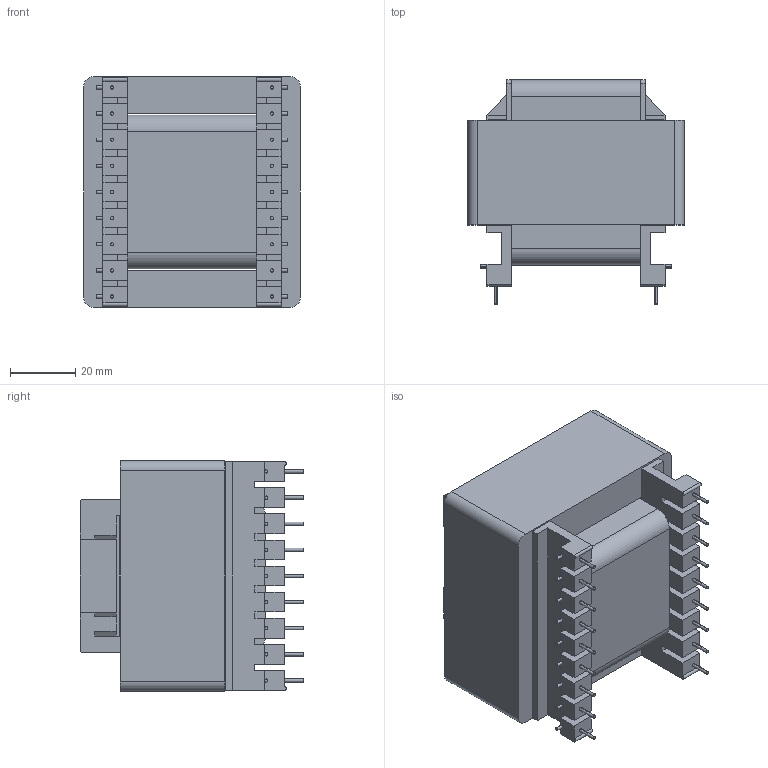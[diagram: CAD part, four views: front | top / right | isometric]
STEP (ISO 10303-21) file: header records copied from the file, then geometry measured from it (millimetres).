
FILE_DESCRIPTION (( 'STEP AP214' ), '1' );
FILE_NAME ('E_70_33_32_P_7001.STEP', '2016-05-17T08:43:43', ( '' ), ( '' ), 'SwSTEP 2.0', 'SolidWorks 2016', '' );
FILE_SCHEMA (( 'AUTOMOTIVE_DESIGN' ));
Length unit declared in the file: millimetre
Products named in the file (1): E_70_33_32_P_7001
Bounding box: 66.4 x 68.5 x 70.5 mm (x, y, z)
Volume: 194971.4 mm3; surface area: 64239.3 mm2
Topology: 3 solids, 3 shells, 310 faces, 837 edges, 549 vertices
Faces by surface type: plane 222, cylinder 88
Entity records: 11327 total; most frequent: CARTESIAN_POINT 1697, ORIENTED_EDGE 1674, DIRECTION 1653, EDGE_CURVE 837, VECTOR 643, LINE 643, VERTEX_POINT 549, AXIS2_PLACEMENT_3D 505
